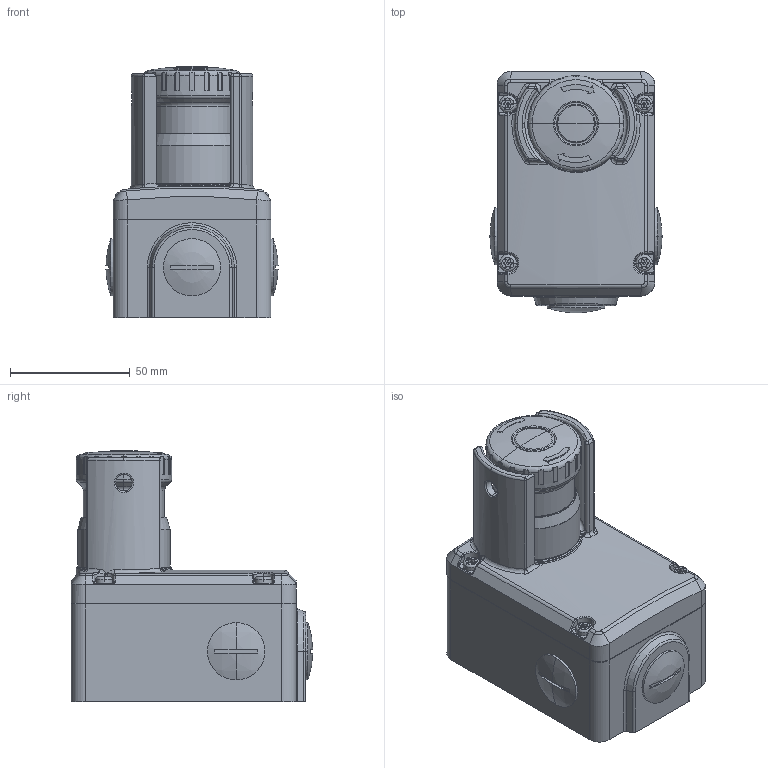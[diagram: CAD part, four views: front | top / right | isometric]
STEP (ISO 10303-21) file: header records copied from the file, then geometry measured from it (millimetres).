
FILE_DESCRIPTION (( 'STEP AP214' ), '1' );
FILE_NAME ('ESL-SSP-232012.step', '2016-05-23T19:00:48', ( '' ), ( '' ), 'SwSTEP 2.0', 'SolidWorks 2016', '' );
FILE_SCHEMA (( 'AUTOMOTIVE_DESIGN' ));
Length unit declared in the file: millimetre
Products named in the file (1): ESL-SSP-232012
Bounding box: 71.98 x 100.99 x 105 mm (x, y, z)
Volume: 376066.1 mm3; surface area: 67031.4 mm2
Topology: 11 solids, 11 shells, 776 faces, 1918 edges, 1163 vertices
Faces by surface type: cylinder 279, plane 222, bspline 149, torus 100, sphere 17, cone 9
Entity records: 31003 total; most frequent: CARTESIAN_POINT 11771, ORIENTED_EDGE 3802, DIRECTION 3657, EDGE_CURVE 1901, AXIS2_PLACEMENT_3D 1471, VERTEX_POINT 1162, CIRCLE 843, EDGE_LOOP 795
